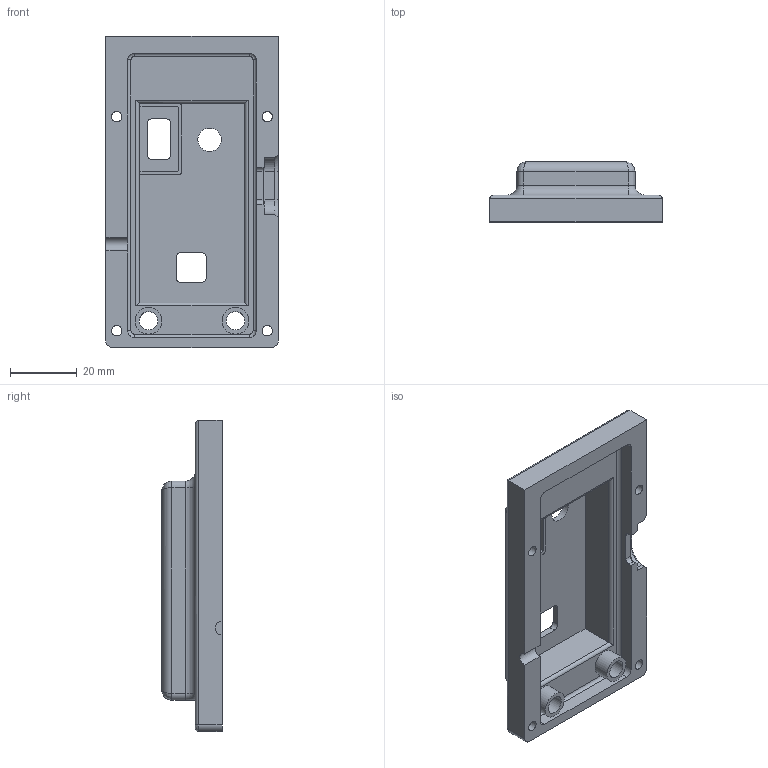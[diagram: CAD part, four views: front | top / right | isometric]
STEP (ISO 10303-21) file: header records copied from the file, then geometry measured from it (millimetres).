
FILE_DESCRIPTION(/* description */ (''),/* implementation_level */ '2;1');
FILE_NAME(/* name */ 'uv-5r-front.stp',/* time_stamp */ '2025-11-15T19:08:44-08:00',/* author */ ('vaugerbird'),/* organization */ (''),/* preprocessor_version */ 'ST-DEVELOPER v20',/* originating_system */ 'Autodesk Inventor 2025',/* authorisation */ '');
FILE_SCHEMA (('AUTOMOTIVE_DESIGN { 1 0 10303 214 3 1 1 }'));
Length unit declared in the file: millimetre
Products named in the file (1): uv-5r-front
Bounding box: 51.5 x 18 x 93 mm (x, y, z)
Volume: 23124.9 mm3; surface area: 16883.9 mm2
Topology: 1 solids, 1 shells, 137 faces, 365 edges, 224 vertices
Faces by surface type: cylinder 57, plane 54, bspline 12, torus 10, cone 4
Full cylindrical faces by diameter (mm): 3.1 x4, 5.5 x2, 7 x1, 8 x2
Entity records: 4550 total; most frequent: CARTESIAN_POINT 1046, DIRECTION 741, ORIENTED_EDGE 722, EDGE_CURVE 361, AXIS2_PLACEMENT_3D 267, VERTEX_POINT 224, LINE 207, VECTOR 207
